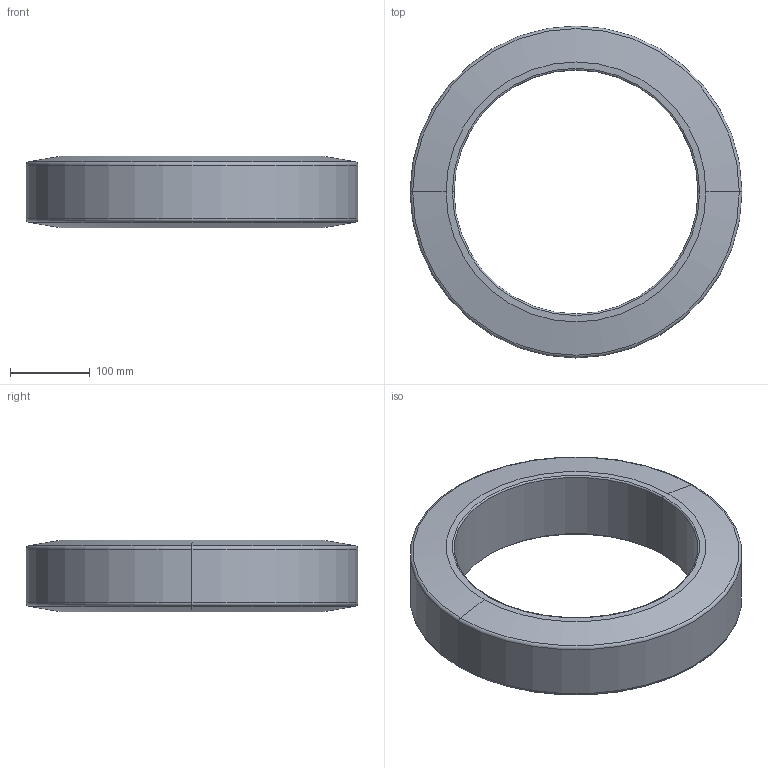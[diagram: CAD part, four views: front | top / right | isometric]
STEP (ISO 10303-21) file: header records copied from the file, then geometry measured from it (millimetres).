
FILE_DESCRIPTION (( 'STEP AP214' ), '1' );
FILE_NAME ('0016023.step', '2022-11-29T08:14:42', ( '' ), ( '' ), 'SwSTEP 2.0', 'SolidWorks 2020', '' );
FILE_SCHEMA (( 'AUTOMOTIVE_DESIGN' ));
Length unit declared in the file: millimetre
Products named in the file (1): 0016023
Bounding box: 415 x 415 x 90 mm (x, y, z)
Volume: 5157836.3 mm3; surface area: 487797.6 mm2
Topology: 2 solids, 2 shells, 22 faces, 44 edges, 24 vertices
Faces by surface type: cylinder 8, cone 6, torus 6, plane 2
Entity records: 753 total; most frequent: DIRECTION 120, CARTESIAN_POINT 91, ORIENTED_EDGE 88, AXIS2_PLACEMENT_3D 53, EDGE_CURVE 44, CIRCLE 30, VERTEX_POINT 24, EDGE_LOOP 24
